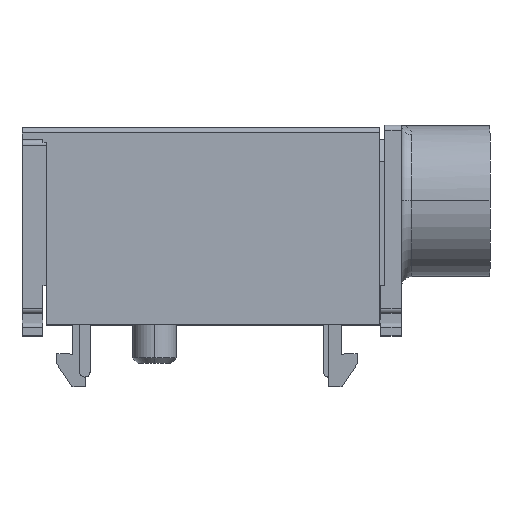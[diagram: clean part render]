
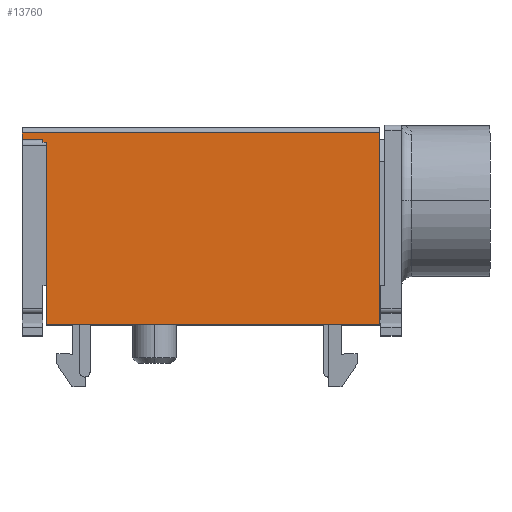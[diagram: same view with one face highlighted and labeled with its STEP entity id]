
A CAD part, top view. The second image highlights one B-rep face of the part: STEP entity #13760.
In plain terms, the highlighted planar face has unit normal (0, 0, 1).
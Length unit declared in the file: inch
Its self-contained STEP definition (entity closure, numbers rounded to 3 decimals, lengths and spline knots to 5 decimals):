
#465 = CARTESIAN_POINT ( 'NONE',  ( -1.02834, 0.175, 0.305 ) ) ;
#834 = VECTOR ( 'NONE', #4691, 39.37008 ) ;
#1344 = LINE ( 'NONE', #13702, #19575 ) ;
#1413 = EDGE_CURVE ( 'NONE', #21651, #8180, #13883, .T. ) ;
#1699 = LINE ( 'NONE', #10075, #2267 ) ;
#2267 = VECTOR ( 'NONE', #13126, 39.37008 ) ;
#2546 = ORIENTED_EDGE ( 'NONE', *, *, #20344, .F. ) ;
#2679 = DIRECTION ( 'NONE',  ( -1., 0., 0. ) ) ;
#2702 = DIRECTION ( 'NONE',  ( 0., 0., -1. ) ) ;
#2708 = CARTESIAN_POINT ( 'NONE',  ( -1.018, 0.195, 0.305 ) ) ;
#2991 = PLANE ( 'NONE',  #16885 ) ;
#3038 = ORIENTED_EDGE ( 'NONE', *, *, #18829, .T. ) ;
#3101 = VERTEX_POINT ( 'NONE', #10558 ) ;
#4102 = LINE ( 'NONE', #16201, #21750 ) ;
#4691 = DIRECTION ( 'NONE',  ( 0., 1., 0. ) ) ;
#4853 = FACE_OUTER_BOUND ( 'NONE', #16139, .T. ) ;
#5443 = CARTESIAN_POINT ( 'NONE',  ( -1.088, 0.175, 0.305 ) ) ;
#5862 = LINE ( 'NONE', #15065, #10400 ) ;
#6496 = DIRECTION ( 'NONE',  ( 0., 1., 0. ) ) ;
#6782 = VECTOR ( 'NONE', #21294, 39.37008 ) ;
#7796 = LINE ( 'NONE', #19009, #16249 ) ;
#8089 = DIRECTION ( 'NONE',  ( 1., 0., 0. ) ) ;
#8145 = VERTEX_POINT ( 'NONE', #465 ) ;
#8168 = CARTESIAN_POINT ( 'NONE',  ( -1.088, 0.175, 0.305 ) ) ;
#8180 = VERTEX_POINT ( 'NONE', #17461 ) ;
#8183 = VERTEX_POINT ( 'NONE', #10051 ) ;
#8322 = ORIENTED_EDGE ( 'NONE', *, *, #13150, .F. ) ;
#8420 = VECTOR ( 'NONE', #8089, 39.37008 ) ;
#8461 = CARTESIAN_POINT ( 'NONE',  ( -1.088, 0.175, 0.305 ) ) ;
#9022 = VERTEX_POINT ( 'NONE', #15957 ) ;
#9458 = LINE ( 'NONE', #20682, #17964 ) ;
#9501 = DIRECTION ( 'NONE',  ( 0., 1., 0. ) ) ;
#9846 = VERTEX_POINT ( 'NONE', #9999 ) ;
#9999 = CARTESIAN_POINT ( 'NONE',  ( -1.018, 0.16829, 0.305 ) ) ;
#10051 = CARTESIAN_POINT ( 'NONE',  ( -1.02816, 0.16829, 0.305 ) ) ;
#10075 = CARTESIAN_POINT ( 'NONE',  ( -0.063, 0.195, 0.305 ) ) ;
#10400 = VECTOR ( 'NONE', #15089, 39.37008 ) ;
#10558 = CARTESIAN_POINT ( 'NONE',  ( -0.063, -0.355, 0.305 ) ) ;
#10619 = VERTEX_POINT ( 'NONE', #13476 ) ;
#11284 = LINE ( 'NONE', #21394, #6782 ) ;
#11690 = ORIENTED_EDGE ( 'NONE', *, *, #12659, .F. ) ;
#12221 = EDGE_CURVE ( 'NONE', #21651, #8145, #21478, .T. ) ;
#12659 = EDGE_CURVE ( 'NONE', #10619, #9022, #9458, .T. ) ;
#12769 = EDGE_CURVE ( 'NONE', #10619, #3101, #11284, .T. ) ;
#12901 = ORIENTED_EDGE ( 'NONE', *, *, #17017, .F. ) ;
#13126 = DIRECTION ( 'NONE',  ( 0., 1., 0. ) ) ;
#13150 = EDGE_CURVE ( 'NONE', #8180, #18866, #1344, .T. ) ;
#13476 = CARTESIAN_POINT ( 'NONE',  ( -1.018, -0.355, 0.305 ) ) ;
#13566 = DIRECTION ( 'NONE',  ( 1., 0., 0. ) ) ;
#13702 = CARTESIAN_POINT ( 'NONE',  ( -1.018, 0.195, 0.305 ) ) ;
#13760 = ADVANCED_FACE ( 'NONE', ( #4853 ), #2991, .F. ) ;
#13883 = LINE ( 'NONE', #5443, #834 ) ;
#14393 = EDGE_CURVE ( 'NONE', #8183, #9846, #7796, .T. ) ;
#14797 = ORIENTED_EDGE ( 'NONE', *, *, #12769, .T. ) ;
#15065 = CARTESIAN_POINT ( 'NONE',  ( -1.02944, 0.2165, 0.305 ) ) ;
#15089 = DIRECTION ( 'NONE',  ( -0.026, 1., 0. ) ) ;
#15202 = ORIENTED_EDGE ( 'NONE', *, *, #14393, .T. ) ;
#15209 = CARTESIAN_POINT ( 'NONE',  ( -0.063, 0.195, 0.305 ) ) ;
#15957 = CARTESIAN_POINT ( 'NONE',  ( -1.018, -0.242, 0.305 ) ) ;
#16139 = EDGE_LOOP ( 'NONE', ( #3038, #8322, #21484, #20037, #12901, #15202, #2546, #11690, #14797 ) ) ;
#16201 = CARTESIAN_POINT ( 'NONE',  ( -1.018, 0.195, 0.305 ) ) ;
#16249 = VECTOR ( 'NONE', #19080, 39.37008 ) ;
#16885 = AXIS2_PLACEMENT_3D ( 'NONE', #2708, #2702, #2679 ) ;
#17017 = EDGE_CURVE ( 'NONE', #8183, #8145, #5862, .T. ) ;
#17461 = CARTESIAN_POINT ( 'NONE',  ( -1.088, 0.195, 0.305 ) ) ;
#17964 = VECTOR ( 'NONE', #6496, 39.37008 ) ;
#18829 = EDGE_CURVE ( 'NONE', #3101, #18866, #1699, .T. ) ;
#18866 = VERTEX_POINT ( 'NONE', #15209 ) ;
#19009 = CARTESIAN_POINT ( 'NONE',  ( -1.018, 0.16829, 0.305 ) ) ;
#19080 = DIRECTION ( 'NONE',  ( 1., 0., 0. ) ) ;
#19575 = VECTOR ( 'NONE', #13566, 39.37008 ) ;
#20037 = ORIENTED_EDGE ( 'NONE', *, *, #12221, .T. ) ;
#20344 = EDGE_CURVE ( 'NONE', #9022, #9846, #4102, .T. ) ;
#20682 = CARTESIAN_POINT ( 'NONE',  ( -1.018, 0.195, 0.305 ) ) ;
#21294 = DIRECTION ( 'NONE',  ( 1., 0., 0. ) ) ;
#21394 = CARTESIAN_POINT ( 'NONE',  ( -1.018, -0.355, 0.305 ) ) ;
#21478 = LINE ( 'NONE', #8168, #8420 ) ;
#21484 = ORIENTED_EDGE ( 'NONE', *, *, #1413, .F. ) ;
#21651 = VERTEX_POINT ( 'NONE', #8461 ) ;
#21750 = VECTOR ( 'NONE', #9501, 39.37008 ) ;
